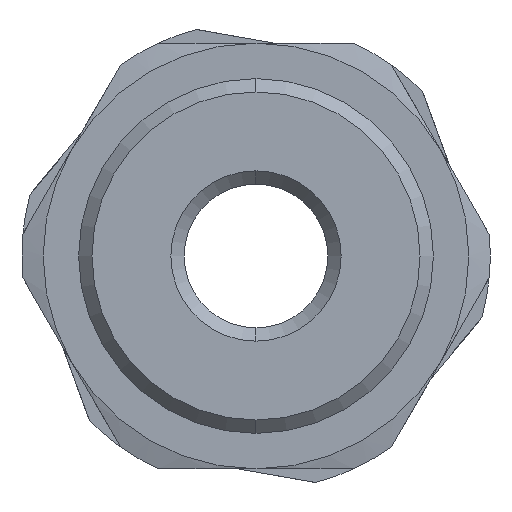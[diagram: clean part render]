
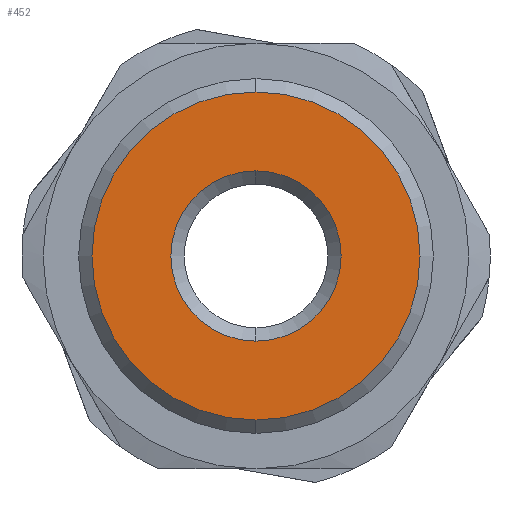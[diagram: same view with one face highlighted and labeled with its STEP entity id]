
A CAD part, left-side view. The second image highlights one B-rep face of the part: STEP entity #452.
In plain terms, the highlighted planar face has unit normal (-1, 0, 0).
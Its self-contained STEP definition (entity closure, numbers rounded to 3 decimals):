
#34 = CARTESIAN_POINT ( 'NONE',  ( 0., 0., 0. ) ) ;
#148 = EDGE_CURVE ( 'NONE', #1257, #1144, #720, .T. ) ;
#168 = DIRECTION ( 'NONE',  ( 0., 0., -1. ) ) ;
#261 = DIRECTION ( 'NONE',  ( 0., 0., -1. ) ) ;
#314 = EDGE_LOOP ( 'NONE', ( #2545, #1930 ) ) ;
#452 = ADVANCED_FACE ( 'NONE', ( #1867, #2462 ), #1010, .F. ) ;
#484 = DIRECTION ( 'NONE',  ( 1., 0., 0. ) ) ;
#524 = CARTESIAN_POINT ( 'NONE',  ( 0., 0., 0. ) ) ;
#660 = ORIENTED_EDGE ( 'NONE', *, *, #2740, .T. ) ;
#707 = VERTEX_POINT ( 'NONE', #1348 ) ;
#720 = CIRCLE ( 'NONE', #2578, 4.8 ) ;
#748 = DIRECTION ( 'NONE',  ( 0., 0., -1. ) ) ;
#990 = CARTESIAN_POINT ( 'NONE',  ( 0., 0., -4.8 ) ) ;
#1010 = PLANE ( 'NONE',  #2243 ) ;
#1035 = DIRECTION ( 'NONE',  ( 1., 0., 0. ) ) ;
#1049 = AXIS2_PLACEMENT_3D ( 'NONE', #2551, #2101, #168 ) ;
#1107 = VERTEX_POINT ( 'NONE', #1387 ) ;
#1144 = VERTEX_POINT ( 'NONE', #990 ) ;
#1207 = CIRCLE ( 'NONE', #1049, 9.25 ) ;
#1247 = AXIS2_PLACEMENT_3D ( 'NONE', #2644, #2407, #261 ) ;
#1257 = VERTEX_POINT ( 'NONE', #1645 ) ;
#1308 = ORIENTED_EDGE ( 'NONE', *, *, #2475, .T. ) ;
#1309 = EDGE_CURVE ( 'NONE', #1144, #1257, #1316, .T. ) ;
#1316 = CIRCLE ( 'NONE', #1735, 4.8 ) ;
#1329 = DIRECTION ( 'NONE',  ( 0., 0., -1. ) ) ;
#1348 = CARTESIAN_POINT ( 'NONE',  ( 0., 0., -9.25 ) ) ;
#1387 = CARTESIAN_POINT ( 'NONE',  ( 0., 0., 9.25 ) ) ;
#1461 = CIRCLE ( 'NONE', #1247, 9.25 ) ;
#1645 = CARTESIAN_POINT ( 'NONE',  ( 0., 0., 4.8 ) ) ;
#1735 = AXIS2_PLACEMENT_3D ( 'NONE', #34, #484, #1329 ) ;
#1867 = FACE_OUTER_BOUND ( 'NONE', #2627, .T. ) ;
#1930 = ORIENTED_EDGE ( 'NONE', *, *, #1309, .T. ) ;
#2017 = DIRECTION ( 'NONE',  ( 1., 0., 0. ) ) ;
#2101 = DIRECTION ( 'NONE',  ( -1., 0., 0. ) ) ;
#2243 = AXIS2_PLACEMENT_3D ( 'NONE', #2524, #1035, #2737 ) ;
#2407 = DIRECTION ( 'NONE',  ( -1., 0., 0. ) ) ;
#2462 = FACE_BOUND ( 'NONE', #314, .T. ) ;
#2475 = EDGE_CURVE ( 'NONE', #707, #1107, #1207, .T. ) ;
#2524 = CARTESIAN_POINT ( 'NONE',  ( 0., 0., 0. ) ) ;
#2545 = ORIENTED_EDGE ( 'NONE', *, *, #148, .T. ) ;
#2551 = CARTESIAN_POINT ( 'NONE',  ( 0., 0., 0. ) ) ;
#2578 = AXIS2_PLACEMENT_3D ( 'NONE', #524, #2017, #748 ) ;
#2627 = EDGE_LOOP ( 'NONE', ( #1308, #660 ) ) ;
#2644 = CARTESIAN_POINT ( 'NONE',  ( 0., 0., 0. ) ) ;
#2737 = DIRECTION ( 'NONE',  ( 0., 0., -1. ) ) ;
#2740 = EDGE_CURVE ( 'NONE', #1107, #707, #1461, .T. ) ;
